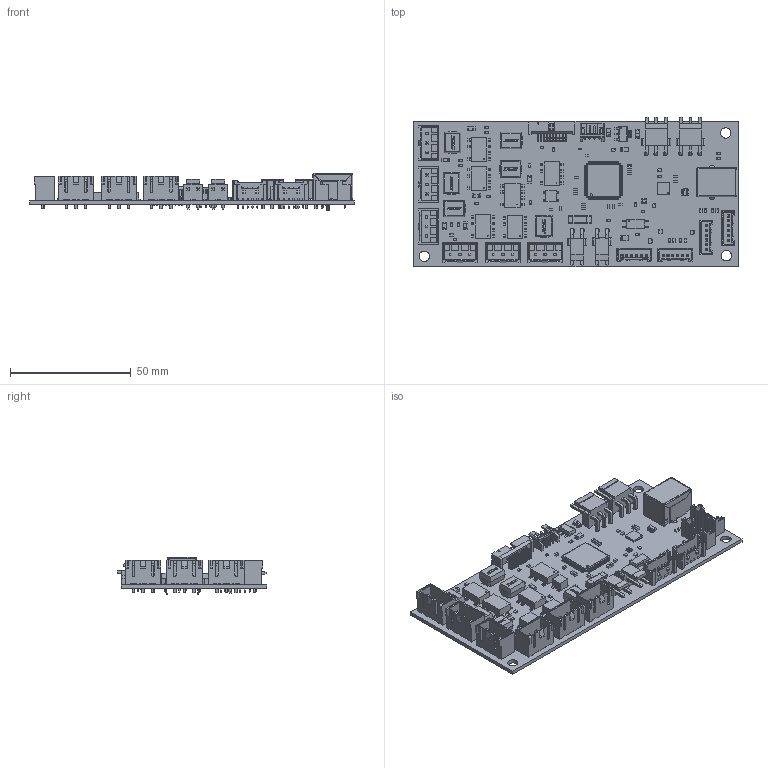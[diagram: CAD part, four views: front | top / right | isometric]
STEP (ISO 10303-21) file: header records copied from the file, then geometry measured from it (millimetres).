
FILE_DESCRIPTION(('KiCad electronic assembly'),'2;1');
FILE_NAME('L0005-Valve-Controller-Rev3.step','2023-04-08T14:45:30',( 'Pcbnew'),('Kicad'),'Open CASCADE STEP processor 7.6', 'KiCad to STEP converter','Unknown');
FILE_SCHEMA(('AUTOMOTIVE_DESIGN { 1 0 10303 214 1 1 1 1 }'));
Length unit declared in the file: millimetre
Products named in the file (50): L0005-Valve-Controller-Rev3 1; PTS647SM38SMTR2LFS_CNK; COMPOUND; CAP_1206; L-07C27NJV6T; AQH0223AX; 3220-20-0200-00; 353130360; RES_0603; VP3225K401R250; LMS8117AMP-3.3NOPB; SP0504BAHTG; SML-LX1206GC-TR; T491A106K010AT; 353620650; CAP_0603; CMLDM7003TR_BRN; Opto_140105146000; 647676-3; SOLID; 647676-2; stm32h750vbt6; 0678L9100-02; CP2102-GMR_QFN28; 140-504-415-000; SS-52300-001--3DModel-STEP-56544; CLMVC-FKA-CL1D1L71BB7C3C3; PCB
Assembly tree (124 placements, depth 3):
  L0005-Valve-Controller-Rev3 1
    PTS647SM38SMTR2LFS_CNK
      COMPOUND
    CAP_1206  x6
      COMPOUND
    L-07C27NJV6T  x2
      COMPOUND
    AQH0223AX  x6
      COMPOUND
    3220-20-0200-00
      COMPOUND
    353130360  x6
      COMPOUND
    RES_0603  x32
      COMPOUND
    VP3225K401R250  x6
      COMPOUND
    LMS8117AMP-3.3NOPB
      COMPOUND
    SP0504BAHTG
      COMPOUND
    SML-LX1206GC-TR  x2
      COMPOUND
    T491A106K010AT  x2
      COMPOUND
    353620650  x4
      COMPOUND
    CAP_0603  x15
      COMPOUND
    CMLDM7003TR_BRN  x3
      COMPOUND
    Opto_140105146000
      COMPOUND
    647676-3  x2
      SOLID
    647676-2  x2
      COMPOUND
    stm32h750vbt6
      SOLID
    0678L9100-02
      COMPOUND
    CP2102-GMR_QFN28
      COMPOUND
    140-504-415-000
      COMPOUND
    SS-52300-001--3DModel-STEP-56544
      COMPOUND
    CLMVC-FKA-CL1D1L71BB7C3C3
      COMPOUND
    PCB
Bounding box: 134.21 x 61.89 x 15.37 mm (x, y, z)
Volume: 23562.4 mm3; surface area: 39181.1 mm2
Topology: 431 solids, 449 shells, 9036 faces, 22583 edges, 14452 vertices
Faces by surface type: plane 7763, cylinder 1237, sphere 12, cone 10, revolution 6, bspline 4, torus 4
Full cylindrical faces by diameter (mm): 0.065 x3, 0.088 x1, 0.32 x6, 0.39 x1, 0.737 x20, 0.75 x4, 0.8 x24, 0.97 x4, 1.7 x10, 1.8 x18, 2.35 x2, 4.3 x3
Entity records: 302478 total; most frequent: CARTESIAN_POINT 54910, DIRECTION 44062, LINE 30156, VECTOR 30156, ORIENTED_EDGE 22850, PCURVE 22838, DEFINITIONAL_REPRESENTATION 22838, EDGE_CURVE 11419
